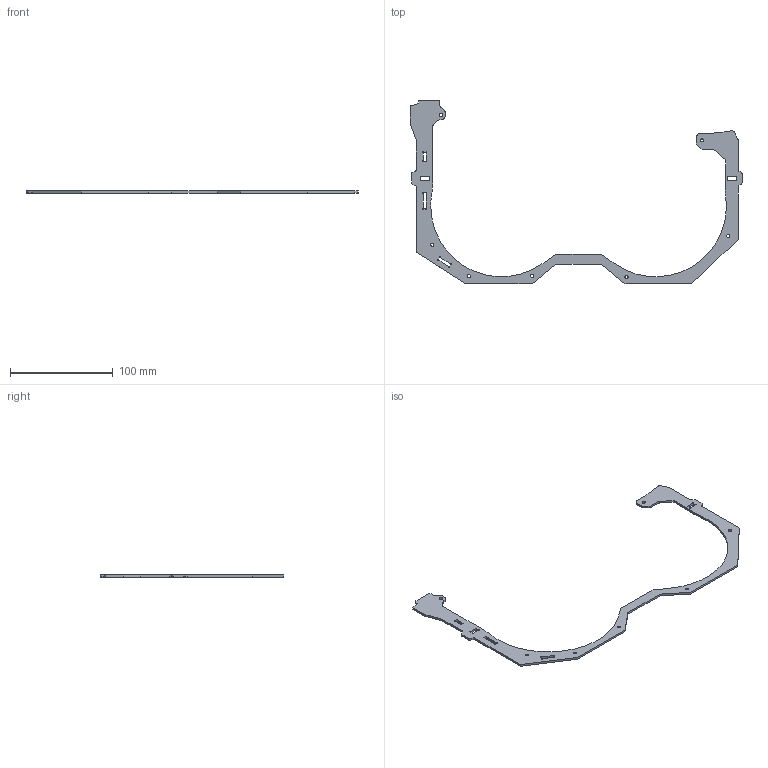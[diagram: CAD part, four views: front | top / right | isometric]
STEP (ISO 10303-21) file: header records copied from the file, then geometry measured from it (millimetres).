
FILE_DESCRIPTION (( 'STEP AP203' ), '1' );
FILE_NAME ('防撞圈-2片式.STEP', '2024-07-24T01:56:32', ( '' ), ( '' ), 'SwSTEP 2.0', 'SolidWorks 2020', '' );
FILE_SCHEMA (( 'CONFIG_CONTROL_DESIGN' ));
Length unit declared in the file: millimetre
Products named in the file (1): 防撞圈-2片式
Bounding box: 322.86 x 178.56 x 2 mm (x, y, z)
Volume: 15768.9 mm3; surface area: 18746.4 mm2
Topology: 1 solids, 1 shells, 131 faces, 387 edges, 258 vertices
Faces by surface type: cylinder 72, plane 59
Entity records: 4550 total; most frequent: DIRECTION 795, CARTESIAN_POINT 777, ORIENTED_EDGE 774, EDGE_CURVE 387, AXIS2_PLACEMENT_3D 276, VERTEX_POINT 258, LINE 243, VECTOR 243
